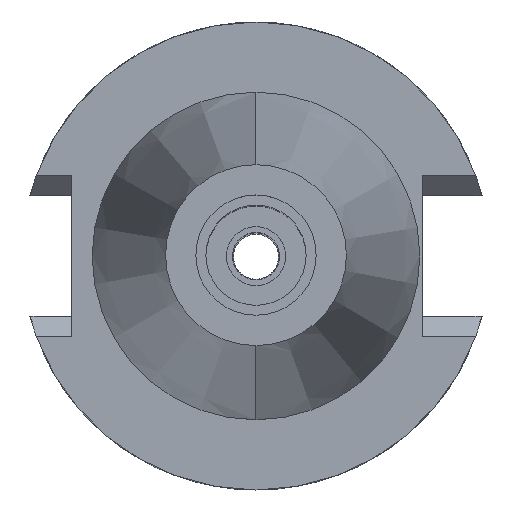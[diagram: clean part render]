
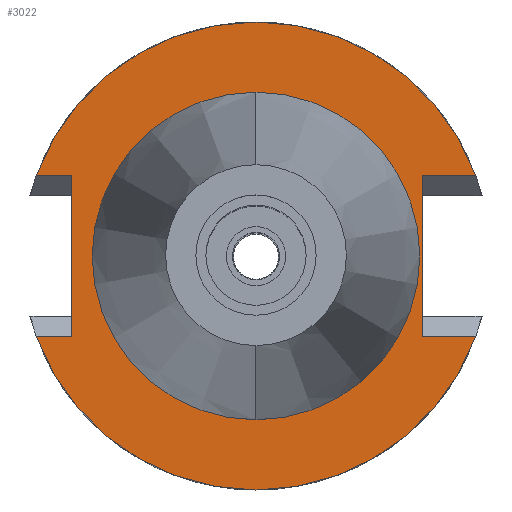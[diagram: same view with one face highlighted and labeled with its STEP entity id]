
A CAD part, top view. The second image highlights one B-rep face of the part: STEP entity #3022.
In plain terms, the highlighted planar face has unit normal (0, 0, 1).
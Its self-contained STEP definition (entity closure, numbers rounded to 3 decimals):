
#57 = VECTOR ( 'NONE', #2058, 1000. ) ;
#101 = LINE ( 'NONE', #346, #383 ) ;
#114 = VECTOR ( 'NONE', #2004, 1000. ) ;
#266 = ORIENTED_EDGE ( 'NONE', *, *, #2863, .F. ) ;
#285 = CARTESIAN_POINT ( 'NONE',  ( -24.98, 10.89, -1. ) ) ;
#288 = ORIENTED_EDGE ( 'NONE', *, *, #2086, .F. ) ;
#310 = CARTESIAN_POINT ( 'NONE',  ( 0., -22.225, -1. ) ) ;
#346 = CARTESIAN_POINT ( 'NONE',  ( 22.57, 10.89, -1. ) ) ;
#353 = VERTEX_POINT ( 'NONE', #753 ) ;
#383 = VECTOR ( 'NONE', #603, 1000. ) ;
#395 = CARTESIAN_POINT ( 'NONE',  ( 0., 22.225, -1. ) ) ;
#433 = VECTOR ( 'NONE', #2827, 1000. ) ;
#496 = ORIENTED_EDGE ( 'NONE', *, *, #653, .T. ) ;
#497 = DIRECTION ( 'NONE',  ( 0., 0., -1. ) ) ;
#552 = LINE ( 'NONE', #765, #114 ) ;
#603 = DIRECTION ( 'NONE',  ( 1., 0., 0. ) ) ;
#653 = EDGE_CURVE ( 'NONE', #353, #1647, #2582, .T. ) ;
#657 = DIRECTION ( 'NONE',  ( 0., -1., 0. ) ) ;
#714 = ORIENTED_EDGE ( 'NONE', *, *, #1748, .F. ) ;
#753 = CARTESIAN_POINT ( 'NONE',  ( -24.98, -10.89, -1. ) ) ;
#765 = CARTESIAN_POINT ( 'NONE',  ( 22.57, 10.89, -1. ) ) ;
#804 = CARTESIAN_POINT ( 'NONE',  ( -29.824, -10.89, -1. ) ) ;
#842 = DIRECTION ( 'NONE',  ( 0., 0., -1. ) ) ;
#854 = EDGE_LOOP ( 'NONE', ( #1179, #1890, #714, #2752, #496, #266, #2339, #288 ) ) ;
#856 = VERTEX_POINT ( 'NONE', #1930 ) ;
#881 = ORIENTED_EDGE ( 'NONE', *, *, #2021, .F. ) ;
#901 = EDGE_CURVE ( 'NONE', #856, #353, #2738, .T. ) ;
#912 = CARTESIAN_POINT ( 'NONE',  ( 0., 0., -1. ) ) ;
#933 = CARTESIAN_POINT ( 'NONE',  ( 0., 0., -1. ) ) ;
#941 = CIRCLE ( 'NONE', #2014, 31.75 ) ;
#1009 = VERTEX_POINT ( 'NONE', #2507 ) ;
#1102 = DIRECTION ( 'NONE',  ( 0., 1., 0. ) ) ;
#1154 = AXIS2_PLACEMENT_3D ( 'NONE', #912, #1450, #1657 ) ;
#1179 = ORIENTED_EDGE ( 'NONE', *, *, #1773, .T. ) ;
#1193 = FACE_BOUND ( 'NONE', #2020, .T. ) ;
#1204 = CIRCLE ( 'NONE', #3108, 31.75 ) ;
#1228 = VERTEX_POINT ( 'NONE', #2874 ) ;
#1234 = VERTEX_POINT ( 'NONE', #395 ) ;
#1256 = AXIS2_PLACEMENT_3D ( 'NONE', #2122, #2870, #657 ) ;
#1292 = CARTESIAN_POINT ( 'NONE',  ( 29.824, -10.89, -1. ) ) ;
#1354 = VERTEX_POINT ( 'NONE', #2888 ) ;
#1424 = FACE_OUTER_BOUND ( 'NONE', #854, .T. ) ;
#1450 = DIRECTION ( 'NONE',  ( 0., 0., 1. ) ) ;
#1468 = CIRCLE ( 'NONE', #1154, 22.225 ) ;
#1473 = ORIENTED_EDGE ( 'NONE', *, *, #1897, .F. ) ;
#1526 = VERTEX_POINT ( 'NONE', #310 ) ;
#1600 = CARTESIAN_POINT ( 'NONE',  ( -29.824, 10.89, -1. ) ) ;
#1647 = VERTEX_POINT ( 'NONE', #804 ) ;
#1657 = DIRECTION ( 'NONE',  ( 0., 1., 0. ) ) ;
#1707 = PLANE ( 'NONE',  #2183 ) ;
#1748 = EDGE_CURVE ( 'NONE', #856, #1802, #2055, .T. ) ;
#1756 = LINE ( 'NONE', #2777, #2395 ) ;
#1773 = EDGE_CURVE ( 'NONE', #1354, #1228, #101, .T. ) ;
#1774 = CARTESIAN_POINT ( 'NONE',  ( -24.98, -10.89, -1. ) ) ;
#1802 = VERTEX_POINT ( 'NONE', #1600 ) ;
#1890 = ORIENTED_EDGE ( 'NONE', *, *, #2772, .F. ) ;
#1897 = EDGE_CURVE ( 'NONE', #1234, #1526, #1468, .T. ) ;
#1906 = CARTESIAN_POINT ( 'NONE',  ( 0., 0., -1. ) ) ;
#1930 = CARTESIAN_POINT ( 'NONE',  ( -24.98, 10.89, -1. ) ) ;
#2004 = DIRECTION ( 'NONE',  ( 0., -1., 0. ) ) ;
#2014 = AXIS2_PLACEMENT_3D ( 'NONE', #1906, #497, #2671 ) ;
#2020 = EDGE_LOOP ( 'NONE', ( #1473, #881 ) ) ;
#2021 = EDGE_CURVE ( 'NONE', #1526, #1234, #2812, .T. ) ;
#2055 = LINE ( 'NONE', #2816, #433 ) ;
#2058 = DIRECTION ( 'NONE',  ( -1., 0., 0. ) ) ;
#2086 = EDGE_CURVE ( 'NONE', #1354, #1009, #552, .T. ) ;
#2122 = CARTESIAN_POINT ( 'NONE',  ( 0., 0., -1. ) ) ;
#2130 = CARTESIAN_POINT ( 'NONE',  ( 0., 0., -1. ) ) ;
#2161 = DIRECTION ( 'NONE',  ( 0., -1., 0. ) ) ;
#2183 = AXIS2_PLACEMENT_3D ( 'NONE', #933, #2414, #2161 ) ;
#2339 = ORIENTED_EDGE ( 'NONE', *, *, #2620, .F. ) ;
#2395 = VECTOR ( 'NONE', #2491, 1000. ) ;
#2414 = DIRECTION ( 'NONE',  ( 0., 0., -1. ) ) ;
#2491 = DIRECTION ( 'NONE',  ( 1., 0., 0. ) ) ;
#2507 = CARTESIAN_POINT ( 'NONE',  ( 22.57, -10.89, -1. ) ) ;
#2582 = LINE ( 'NONE', #1774, #57 ) ;
#2620 = EDGE_CURVE ( 'NONE', #1009, #3059, #1756, .T. ) ;
#2671 = DIRECTION ( 'NONE',  ( 0., -1., 0. ) ) ;
#2723 = DIRECTION ( 'NONE',  ( 0., -1., 0. ) ) ;
#2738 = LINE ( 'NONE', #285, #3104 ) ;
#2752 = ORIENTED_EDGE ( 'NONE', *, *, #901, .T. ) ;
#2772 = EDGE_CURVE ( 'NONE', #1802, #1228, #1204, .T. ) ;
#2777 = CARTESIAN_POINT ( 'NONE',  ( 22.57, -10.89, -1. ) ) ;
#2812 = CIRCLE ( 'NONE', #1256, 22.225 ) ;
#2816 = CARTESIAN_POINT ( 'NONE',  ( -24.98, 10.89, -1. ) ) ;
#2827 = DIRECTION ( 'NONE',  ( -1., 0., 0. ) ) ;
#2863 = EDGE_CURVE ( 'NONE', #3059, #1647, #941, .T. ) ;
#2870 = DIRECTION ( 'NONE',  ( 0., 0., 1. ) ) ;
#2874 = CARTESIAN_POINT ( 'NONE',  ( 29.824, 10.89, -1. ) ) ;
#2888 = CARTESIAN_POINT ( 'NONE',  ( 22.57, 10.89, -1. ) ) ;
#3022 = ADVANCED_FACE ( 'NONE', ( #1424, #1193 ), #1707, .F. ) ;
#3059 = VERTEX_POINT ( 'NONE', #1292 ) ;
#3104 = VECTOR ( 'NONE', #2723, 1000. ) ;
#3108 = AXIS2_PLACEMENT_3D ( 'NONE', #2130, #842, #1102 ) ;
